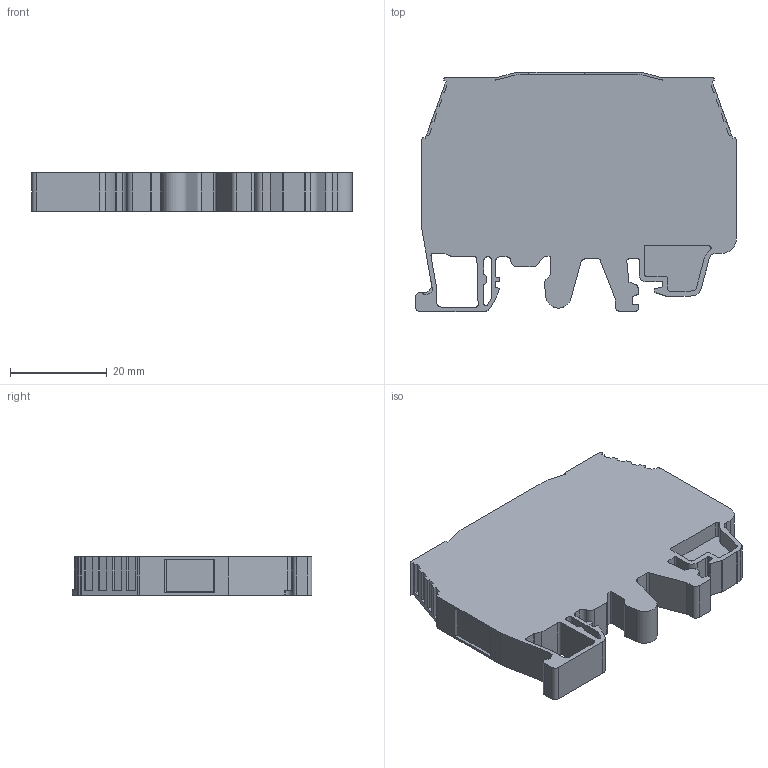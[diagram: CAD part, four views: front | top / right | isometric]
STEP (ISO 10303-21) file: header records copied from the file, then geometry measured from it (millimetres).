
FILE_DESCRIPTION (( 'STEP AP214' ), '1' );
FILE_NAME ('370500_WGO 1_BG.STP', '2015-08-10T06:04:04', ( '' ), ( '' ), 'SwSTEP 2.0', 'SolidWorks 2015', '' );
FILE_SCHEMA (( 'AUTOMOTIVE_DESIGN' ));
Length unit declared in the file: millimetre
Products named in the file (1): 370500_WGO 1_BG
Bounding box: 66.25 x 49.57 x 8 mm (x, y, z)
Volume: 20152.3 mm3; surface area: 8417.2 mm2
Topology: 1 solids, 1 shells, 223 faces, 643 edges, 428 vertices
Faces by surface type: plane 146, cylinder 73, cone 4
Entity records: 9811 total; most frequent: CARTESIAN_POINT 1295, ORIENTED_EDGE 1286, DIRECTION 1246, EDGE_CURVE 643, VECTOR 488, LINE 488, VERTEX_POINT 428, AXIS2_PLACEMENT_3D 379
